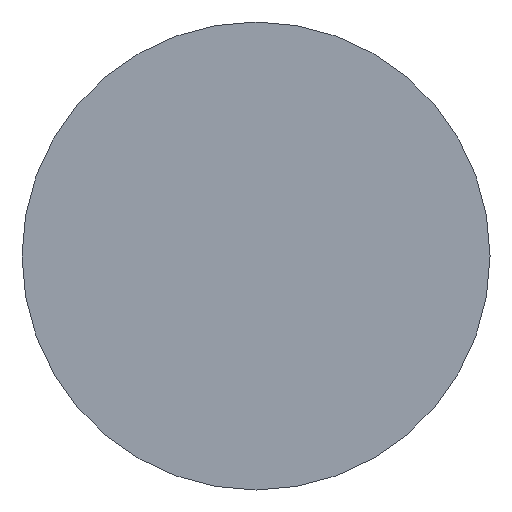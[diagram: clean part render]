
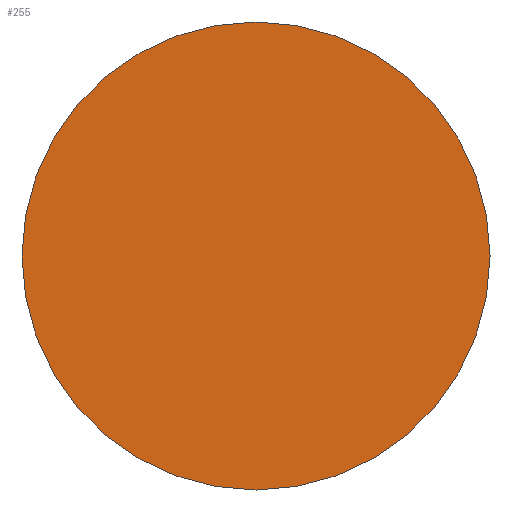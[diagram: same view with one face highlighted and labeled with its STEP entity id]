
A CAD part, front view. The second image highlights one B-rep face of the part: STEP entity #255.
In plain terms, the highlighted planar face has unit normal (0, -1, 0).
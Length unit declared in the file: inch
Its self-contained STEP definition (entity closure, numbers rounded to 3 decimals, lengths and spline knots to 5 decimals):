
#31 = ORIENTED_EDGE ( 'NONE', *, *, #382, .T. ) ;
#38 = PLANE ( 'NONE',  #208 ) ;
#39 = DIRECTION ( 'NONE',  ( 0., 0., -1. ) ) ;
#48 = DIRECTION ( 'NONE',  ( 0., 0., -1. ) ) ;
#61 = CARTESIAN_POINT ( 'NONE',  ( 0., 0., -0.09375 ) ) ;
#67 = VERTEX_POINT ( 'NONE', #443 ) ;
#84 = CARTESIAN_POINT ( 'NONE',  ( 0., 0., 0. ) ) ;
#91 = DIRECTION ( 'NONE',  ( 0., 0., -1. ) ) ;
#144 = CIRCLE ( 'NONE', #419, 0.09375 ) ;
#174 = EDGE_LOOP ( 'NONE', ( #211, #31 ) ) ;
#175 = EDGE_CURVE ( 'NONE', #424, #67, #144, .T. ) ;
#183 = CARTESIAN_POINT ( 'NONE',  ( 0., 0., 0. ) ) ;
#199 = DIRECTION ( 'NONE',  ( 0., -1., 0. ) ) ;
#208 = AXIS2_PLACEMENT_3D ( 'NONE', #305, #268, #48 ) ;
#211 = ORIENTED_EDGE ( 'NONE', *, *, #175, .T. ) ;
#214 = AXIS2_PLACEMENT_3D ( 'NONE', #84, #199, #91 ) ;
#255 = ADVANCED_FACE ( 'NONE', ( #322 ), #38, .T. ) ;
#268 = DIRECTION ( 'NONE',  ( 0., -1., 0. ) ) ;
#305 = CARTESIAN_POINT ( 'NONE',  ( 0., 0., 0. ) ) ;
#322 = FACE_OUTER_BOUND ( 'NONE', #174, .T. ) ;
#364 = DIRECTION ( 'NONE',  ( 0., -1., 0. ) ) ;
#382 = EDGE_CURVE ( 'NONE', #67, #424, #411, .T. ) ;
#411 = CIRCLE ( 'NONE', #214, 0.09375 ) ;
#419 = AXIS2_PLACEMENT_3D ( 'NONE', #183, #364, #39 ) ;
#424 = VERTEX_POINT ( 'NONE', #61 ) ;
#443 = CARTESIAN_POINT ( 'NONE',  ( 0., 0., 0.09375 ) ) ;
